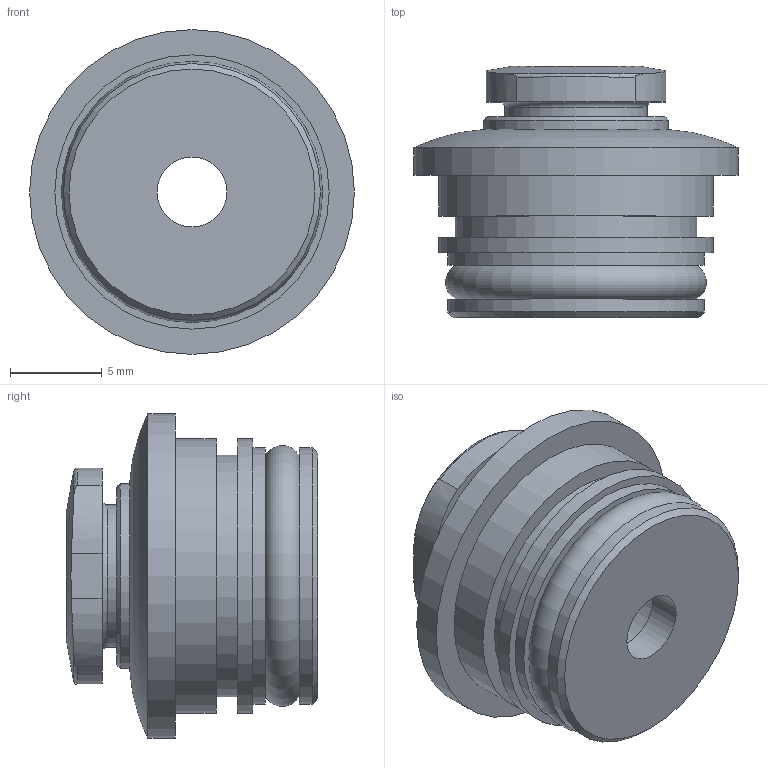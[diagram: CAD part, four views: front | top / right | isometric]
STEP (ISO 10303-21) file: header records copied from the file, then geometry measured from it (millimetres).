
FILE_DESCRIPTION(/* description */ ('STEP AP214'),/* implementation_level */ '2;1');
FILE_NAME(/* name */ '132172_QSPK18-1_4-U',/* time_stamp */ '2024-09-14T14:24:52+02:00',/* author */ ('License CC BY-ND 4.0'),/* organization */ ('CADENAS'),/* preprocessor_version */ 'ST-DEVELOPER v19.3',/* originating_system */ 'PARTsolutions',/* authorisation */ ' ');
FILE_SCHEMA (('AUTOMOTIVE_DESIGN {1 0 10303 214 3 1 1}'));
Length unit declared in the file: millimetre
Products named in the file (1): 132172 QSPK18-1/4-U
Bounding box: 17.7 x 13.69 x 17.7 mm (x, y, z)
Volume: 1653.2 mm3; surface area: 1490.2 mm2
Topology: 1 solids, 1 shells, 37 faces, 75 edges, 48 vertices
Faces by surface type: cylinder 16, plane 12, torus 6, cone 3
Full cylindrical faces by diameter (mm): 3.8 x1, 6.35 x1, 7.75 x1, 10.08 x1, 13.15 x1, 14 x2, 14.95 x2, 17.7 x1
Entity records: 1206 total; most frequent: CARTESIAN_POINT 202, DIRECTION 156, ORIENTED_EDGE 114, AXIS2_PLACEMENT_3D 73, EDGE_LOOP 64, FACE_BOUND 64, EDGE_CURVE 57, VERTEX_POINT 47
